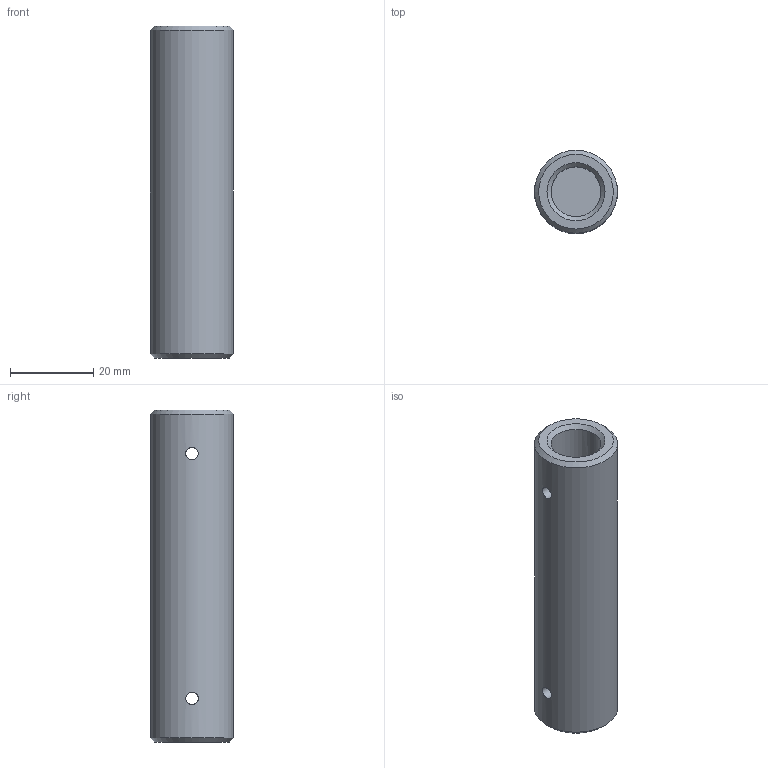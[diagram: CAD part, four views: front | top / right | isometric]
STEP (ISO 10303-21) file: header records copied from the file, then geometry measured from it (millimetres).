
FILE_DESCRIPTION(/* description */ (''),/* implementation_level */ '2;1');
FILE_NAME(/* name */ 'Short_shifter_colt_DIY.stp',/* time_stamp */ '2022-02-07T22:39:06+01:00',/* author */ (''),/* organization */ (''),/* preprocessor_version */ 'ST-DEVELOPER v18.1',/* originating_system */ 'SIEMENS PLM Software NX 1969',/* authorisation */ '');
FILE_SCHEMA (('AUTOMOTIVE_DESIGN { 1 0 10303 214 3 1 1 1 }'));
Length unit declared in the file: millimetre
Products named in the file (1): Short_shifter_colt_DIY
Bounding box: 20 x 20 x 80 mm (x, y, z)
Volume: 20394.7 mm3; surface area: 7140.4 mm2
Topology: 1 solids, 1 shells, 15 faces, 39 edges, 24 vertices
Faces by surface type: cylinder 7, plane 4, cone 4
Full cylindrical faces by diameter (mm): 3 x4, 12 x2, 20 x1
Entity records: 806 total; most frequent: CARTESIAN_POINT 508, DIRECTION 52, EDGE_LOOP 36, ORIENTED_EDGE 36, FACE_BOUND 34, AXIS2_PLACEMENT_3D 26, VERTEX_POINT 18, EDGE_CURVE 18
